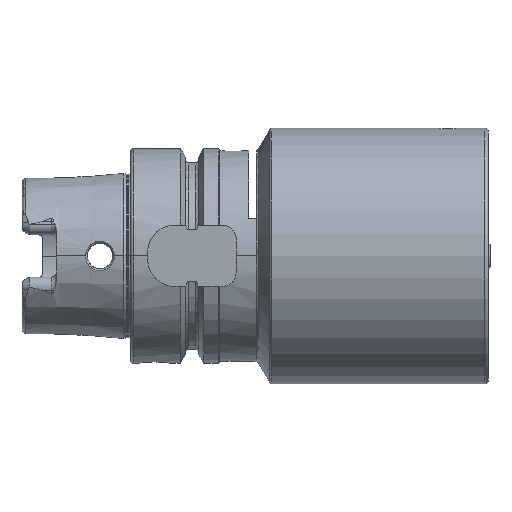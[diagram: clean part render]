
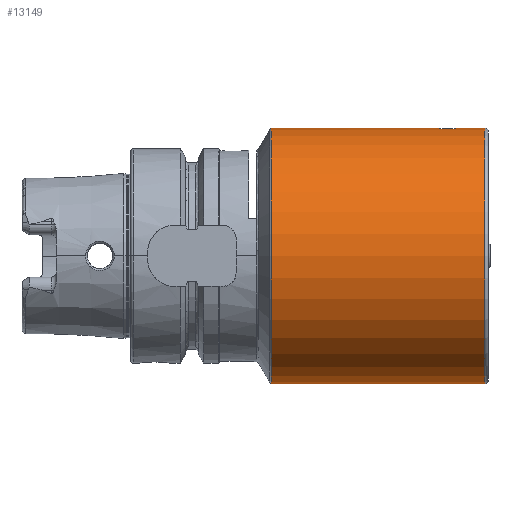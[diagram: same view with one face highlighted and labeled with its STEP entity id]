
A CAD part, top view. The second image highlights one B-rep face of the part: STEP entity #13149.
In plain terms, the highlighted cylindrical face has radius 37.5 mm (diameter 75 mm), a partial arc.
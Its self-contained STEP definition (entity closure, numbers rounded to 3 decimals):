
#9 = CARTESIAN_POINT ( 'NONE',  ( 104., 37.5, 0. ) ) ;
#742 = CARTESIAN_POINT ( 'NONE',  ( 91.406, 37.403, 2.703 ) ) ;
#751 = VERTEX_POINT ( 'NONE', #8956 ) ;
#879 = CARTESIAN_POINT ( 'NONE',  ( 93., 37.372, 3.1 ) ) ;
#943 = CARTESIAN_POINT ( 'NONE',  ( 91.057, 37.418, 2.483 ) ) ;
#1018 = CARTESIAN_POINT ( 'NONE',  ( 92.178, 37.379, 3.004 ) ) ;
#1342 = VERTEX_POINT ( 'NONE', #2203 ) ;
#1614 = VERTEX_POINT ( 'NONE', #8222 ) ;
#1757 = VERTEX_POINT ( 'NONE', #18533 ) ;
#1827 = ORIENTED_EDGE ( 'NONE', *, *, #3705, .T. ) ;
#2075 = EDGE_CURVE ( 'NONE', #751, #10373, #8931, .T. ) ;
#2203 = CARTESIAN_POINT ( 'NONE',  ( 104., -37.5, 0. ) ) ;
#2298 = CARTESIAN_POINT ( 'NONE',  ( 94.591, 37.403, 2.704 ) ) ;
#3061 = VECTOR ( 'NONE', #7780, 1000. ) ;
#3397 = CARTESIAN_POINT ( 'NONE',  ( 93., 37.372, 3.1 ) ) ;
#3705 = EDGE_CURVE ( 'NONE', #1614, #1757, #14792, .T. ) ;
#3769 = CARTESIAN_POINT ( 'NONE',  ( 95.89, 37.474, 1.397 ) ) ;
#3879 = ORIENTED_EDGE ( 'NONE', *, *, #15431, .F. ) ;
#4050 = CARTESIAN_POINT ( 'NONE',  ( 89.793, 37.498, 0.414 ) ) ;
#4568 = CARTESIAN_POINT ( 'NONE',  ( 105., -37.5, 0. ) ) ;
#5580 = CARTESIAN_POINT ( 'NONE',  ( 95.109, 37.426, 2.355 ) ) ;
#5585 = CARTESIAN_POINT ( 'NONE',  ( 90.589, 37.443, 2.071 ) ) ;
#5747 = LINE ( 'NONE', #7433, #15866 ) ;
#6381 = ORIENTED_EDGE ( 'NONE', *, *, #18111, .F. ) ;
#6590 = DIRECTION ( 'NONE',  ( 0., 1., 0. ) ) ;
#6605 = CARTESIAN_POINT ( 'NONE',  ( 104., 0., 0. ) ) ;
#7049 = CARTESIAN_POINT ( 'NONE',  ( 94.407, 37.396, 2.797 ) ) ;
#7183 = CARTESIAN_POINT ( 'NONE',  ( 89.88, 37.492, 0.821 ) ) ;
#7321 = CARTESIAN_POINT ( 'NONE',  ( 89.772, 37.5, 0.206 ) ) ;
#7384 = CARTESIAN_POINT ( 'NONE',  ( 89.943, 37.487, 1.017 ) ) ;
#7433 = CARTESIAN_POINT ( 'NONE',  ( 105., 37.5, 0. ) ) ;
#7780 = DIRECTION ( 'NONE',  ( 1., 0., 0. ) ) ;
#8222 = CARTESIAN_POINT ( 'NONE',  ( 41.33, 37.5, 0. ) ) ;
#8385 = VERTEX_POINT ( 'NONE', #15802 ) ;
#8401 = CARTESIAN_POINT ( 'NONE',  ( 93.412, 37.373, 3.081 ) ) ;
#8484 = VERTEX_POINT ( 'NONE', #9 ) ;
#8674 = CARTESIAN_POINT ( 'NONE',  ( 95.409, 37.443, 2.073 ) ) ;
#8931 = B_SPLINE_CURVE_WITH_KNOTS ( 'NONE', 3,
 ( #13602, #7321, #4050, #7183, #7384, #13734, #9013, #8952, #5585, #20369, #943, #742, #10572, #10502, #1018, #10636, #18571, #879 ),
 .UNSPECIFIED., .F., .F.,
 ( 4, 2, 2, 2, 2, 2, 2, 2, 4 ),
 ( 0.003, 0.003, 0.004, 0.004, 0.005, 0.006, 0.006, 0.007, 0.007 ),
 .UNSPECIFIED. ) ;
#8952 = CARTESIAN_POINT ( 'NONE',  ( 90.453, 37.451, 1.915 ) ) ;
#8956 = CARTESIAN_POINT ( 'NONE',  ( 89.772, 37.5, 0. ) ) ;
#9013 = CARTESIAN_POINT ( 'NONE',  ( 90.214, 37.467, 1.579 ) ) ;
#9659 = CIRCLE ( 'NONE', #10279, 37.5 ) ;
#9673 = DIRECTION ( 'NONE',  ( 0., 1., 0. ) ) ;
#10098 = EDGE_CURVE ( 'NONE', #1757, #1342, #20227, .T. ) ;
#10279 = AXIS2_PLACEMENT_3D ( 'NONE', #6605, #19370, #14533 ) ;
#10369 = CARTESIAN_POINT ( 'NONE',  ( 94.944, 37.418, 2.482 ) ) ;
#10373 = VERTEX_POINT ( 'NONE', #3397 ) ;
#10443 = CARTESIAN_POINT ( 'NONE',  ( 95.546, 37.451, 1.916 ) ) ;
#10502 = CARTESIAN_POINT ( 'NONE',  ( 91.979, 37.384, 2.948 ) ) ;
#10572 = CARTESIAN_POINT ( 'NONE',  ( 91.593, 37.396, 2.797 ) ) ;
#10636 = CARTESIAN_POINT ( 'NONE',  ( 92.584, 37.373, 3.081 ) ) ;
#10710 = AXIS2_PLACEMENT_3D ( 'NONE', #19430, #16291, #6590 ) ;
#11418 = DIRECTION ( 'NONE',  ( 1., 0., 0. ) ) ;
#11540 = ORIENTED_EDGE ( 'NONE', *, *, #10098, .T. ) ;
#11787 = CARTESIAN_POINT ( 'NONE',  ( 96.056, 37.487, 1.019 ) ) ;
#11978 = CARTESIAN_POINT ( 'NONE',  ( 96.121, 37.492, 0.818 ) ) ;
#12219 = VECTOR ( 'NONE', #11418, 1000. ) ;
#13057 = CARTESIAN_POINT ( 'NONE',  ( 93.207, 37.372, 3.1 ) ) ;
#13149 = ADVANCED_FACE ( 'NONE', ( #16555 ), #13739, .T. ) ;
#13219 = EDGE_CURVE ( 'NONE', #8385, #8484, #15036, .T. ) ;
#13460 = CARTESIAN_POINT ( 'NONE',  ( 96.228, 37.5, 0. ) ) ;
#13602 = CARTESIAN_POINT ( 'NONE',  ( 89.772, 37.5, 0. ) ) ;
#13734 = CARTESIAN_POINT ( 'NONE',  ( 90.11, 37.474, 1.396 ) ) ;
#13739 = CYLINDRICAL_SURFACE ( 'NONE', #10710, 37.5 ) ;
#14065 = EDGE_LOOP ( 'NONE', ( #1827, #11540, #14450, #20768, #6381, #18427, #3879 ) ) ;
#14450 = ORIENTED_EDGE ( 'NONE', *, *, #18428, .F. ) ;
#14533 = DIRECTION ( 'NONE',  ( 0., 1., 0. ) ) ;
#14729 = CARTESIAN_POINT ( 'NONE',  ( 105., 37.5, 0. ) ) ;
#14792 = CIRCLE ( 'NONE', #18312, 37.5 ) ;
#15036 = LINE ( 'NONE', #14729, #12219 ) ;
#15431 = EDGE_CURVE ( 'NONE', #1614, #751, #5747, .T. ) ;
#15802 = CARTESIAN_POINT ( 'NONE',  ( 96.228, 37.5, 0. ) ) ;
#15866 = VECTOR ( 'NONE', #18841, 1000. ) ;
#16291 = DIRECTION ( 'NONE',  ( 1., 0., 0. ) ) ;
#16555 = FACE_OUTER_BOUND ( 'NONE', #14065, .T. ) ;
#16744 = CARTESIAN_POINT ( 'NONE',  ( 93.82, 37.379, 3.005 ) ) ;
#16950 = CARTESIAN_POINT ( 'NONE',  ( 96.207, 37.498, 0.413 ) ) ;
#17814 = DIRECTION ( 'NONE',  ( 1., 0., 0. ) ) ;
#18078 = CARTESIAN_POINT ( 'NONE',  ( 93., 37.372, 3.1 ) ) ;
#18111 = EDGE_CURVE ( 'NONE', #10373, #8385, #19094, .T. ) ;
#18312 = AXIS2_PLACEMENT_3D ( 'NONE', #20953, #17814, #9673 ) ;
#18354 = CARTESIAN_POINT ( 'NONE',  ( 96.228, 37.5, 0.208 ) ) ;
#18427 = ORIENTED_EDGE ( 'NONE', *, *, #2075, .F. ) ;
#18428 = EDGE_CURVE ( 'NONE', #8484, #1342, #9659, .T. ) ;
#18430 = CARTESIAN_POINT ( 'NONE',  ( 94.022, 37.384, 2.947 ) ) ;
#18533 = CARTESIAN_POINT ( 'NONE',  ( 41.33, -37.5, 0. ) ) ;
#18571 = CARTESIAN_POINT ( 'NONE',  ( 92.793, 37.372, 3.1 ) ) ;
#18841 = DIRECTION ( 'NONE',  ( 1., 0., 0. ) ) ;
#19094 = B_SPLINE_CURVE_WITH_KNOTS ( 'NONE', 3,
 ( #18078, #13057, #8401, #16744, #18430, #7049, #2298, #10369, #5580, #8674, #10443, #20024, #3769, #11787, #11978, #16950, #18354, #13460 ),
 .UNSPECIFIED., .F., .F.,
 ( 4, 2, 2, 2, 2, 2, 2, 2, 4 ),
 ( 0.007, 0.008, 0.009, 0.009, 0.01, 0.011, 0.011, 0.012, 0.012 ),
 .UNSPECIFIED. ) ;
#19370 = DIRECTION ( 'NONE',  ( 1., 0., 0. ) ) ;
#19430 = CARTESIAN_POINT ( 'NONE',  ( 105., 0., 0. ) ) ;
#20024 = CARTESIAN_POINT ( 'NONE',  ( 95.788, 37.467, 1.576 ) ) ;
#20227 = LINE ( 'NONE', #4568, #3061 ) ;
#20369 = CARTESIAN_POINT ( 'NONE',  ( 90.893, 37.426, 2.357 ) ) ;
#20768 = ORIENTED_EDGE ( 'NONE', *, *, #13219, .F. ) ;
#20953 = CARTESIAN_POINT ( 'NONE',  ( 41.33, 0., 0. ) ) ;
